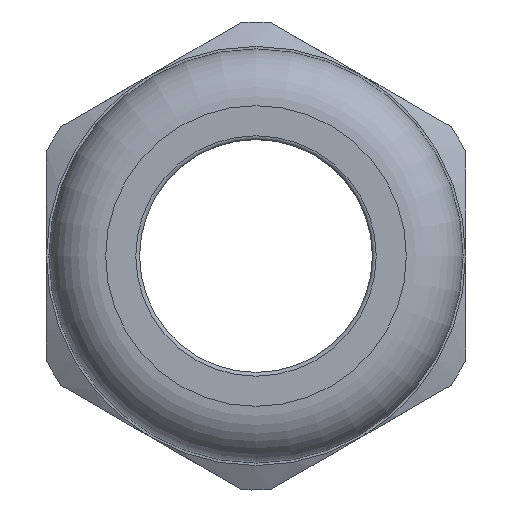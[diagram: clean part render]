
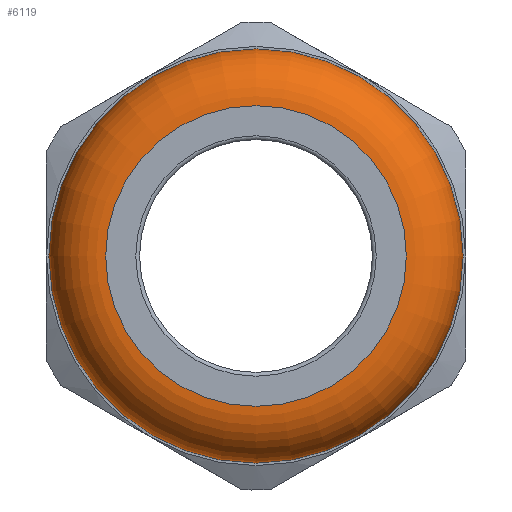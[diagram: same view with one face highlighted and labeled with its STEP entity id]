
A CAD part, left-side view. The second image highlights one B-rep face of the part: STEP entity #6119.
In plain terms, the highlighted toroidal (fillet/blend) face has major radius 7.89 mm and minor radius 2.98 mm.
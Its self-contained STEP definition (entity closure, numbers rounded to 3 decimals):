
#1184=FACE_BOUND('',#2007,.T.);
#1570=FACE_OUTER_BOUND('',#2006,.T.);
#2006=EDGE_LOOP('',(#5677));
#2007=EDGE_LOOP('',(#5678));
#2435=CIRCLE('',#6932,7.89);
#2462=CIRCLE('',#6986,10.87);
#2980=VERTEX_POINT('',#15433);
#3019=VERTEX_POINT('',#15610);
#3845=EDGE_CURVE('',#2980,#2980,#2435,.T.);
#3908=EDGE_CURVE('',#3019,#3019,#2462,.T.);
#5677=ORIENTED_EDGE('',*,*,#3908,.F.);
#5678=ORIENTED_EDGE('',*,*,#3845,.T.);
#5736=TOROIDAL_SURFACE('',#6985,7.89,2.98);
#6119=ADVANCED_FACE('',(#1570,#1184),#5736,.T.);
#6932=AXIS2_PLACEMENT_3D('',#15434,#8785,#8786);
#6985=AXIS2_PLACEMENT_3D('',#15609,#8903,#8904);
#6986=AXIS2_PLACEMENT_3D('',#15611,#8905,#8906);
#8785=DIRECTION('center_axis',(1.,0.,0.));
#8786=DIRECTION('ref_axis',(0.,0.,-1.));
#8903=DIRECTION('center_axis',(1.,0.,0.));
#8904=DIRECTION('ref_axis',(0.,0.,-1.));
#8905=DIRECTION('center_axis',(1.,0.,0.));
#8906=DIRECTION('ref_axis',(0.,0.,-1.));
#15433=CARTESIAN_POINT('',(-15.58,7.89,0.));
#15434=CARTESIAN_POINT('Origin',(-15.58,0.,0.));
#15609=CARTESIAN_POINT('Origin',(-12.6,0.,0.));
#15610=CARTESIAN_POINT('',(-12.6,10.87,0.));
#15611=CARTESIAN_POINT('Origin',(-12.6,0.,0.));
